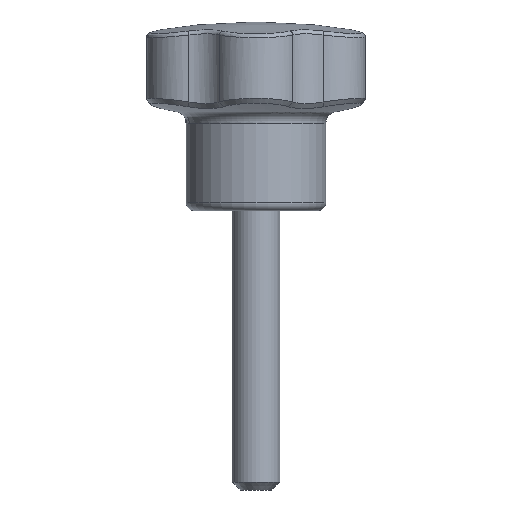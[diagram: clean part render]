
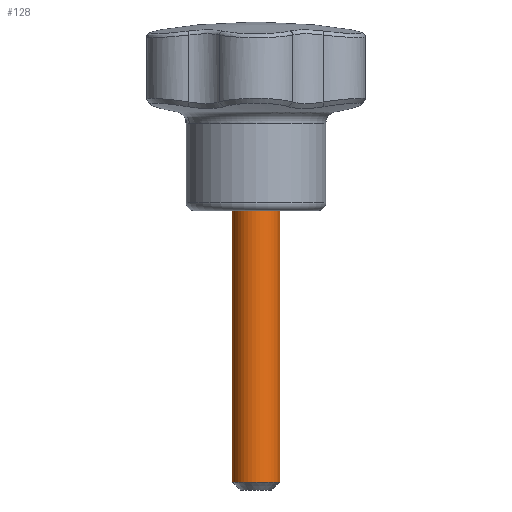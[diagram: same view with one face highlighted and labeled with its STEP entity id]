
A CAD part, front view. The second image highlights one B-rep face of the part: STEP entity #128.
In plain terms, the highlighted cylindrical face has radius 3 mm (diameter 6 mm), a full revolution.
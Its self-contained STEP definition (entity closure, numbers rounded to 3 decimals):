
#128 = ADVANCED_FACE( '', ( #281, #282 ), #283, .T. );
#281 = FACE_OUTER_BOUND( '', #1517, .T. );
#282 = FACE_OUTER_BOUND( '', #1518, .T. );
#283 = CYLINDRICAL_SURFACE( '', #1519, 3. );
#1517 = EDGE_LOOP( '', ( #3379 ) );
#1518 = EDGE_LOOP( '', ( #3380 ) );
#1519 = AXIS2_PLACEMENT_3D( '', #3381, #3382, #3383 );
#3379 = ORIENTED_EDGE( '', *, *, #3683, .T. );
#3380 = ORIENTED_EDGE( '', *, *, #3652, .F. );
#3381 = CARTESIAN_POINT( '', ( 0., 0., -35. ) );
#3382 = DIRECTION( '', ( 0., 0., -1. ) );
#3383 = DIRECTION( '', ( 1., 0., 0. ) );
#3652 = EDGE_CURVE( '', #3862, #3862, #3863, .T. );
#3683 = EDGE_CURVE( '', #3904, #3904, #3905, .T. );
#3862 = VERTEX_POINT( '', #4671 );
#3863 = CIRCLE( '', #4672, 3. );
#3904 = VERTEX_POINT( '', #5299 );
#3905 = CIRCLE( '', #5300, 3. );
#4671 = CARTESIAN_POINT( '', ( 3., 0., 0. ) );
#4672 = AXIS2_PLACEMENT_3D( '', #6074, #6075, #6076 );
#5299 = CARTESIAN_POINT( '', ( 3., 0., -34. ) );
#5300 = AXIS2_PLACEMENT_3D( '', #6089, #6090, #6091 );
#6074 = CARTESIAN_POINT( '', ( 0., 0., 0. ) );
#6075 = DIRECTION( '', ( 0., 0., 1. ) );
#6076 = DIRECTION( '', ( 1., 0., 0. ) );
#6089 = CARTESIAN_POINT( '', ( 0., 0., -34. ) );
#6090 = DIRECTION( '', ( 0., 0., 1. ) );
#6091 = DIRECTION( '', ( 1., 0., 0. ) );
